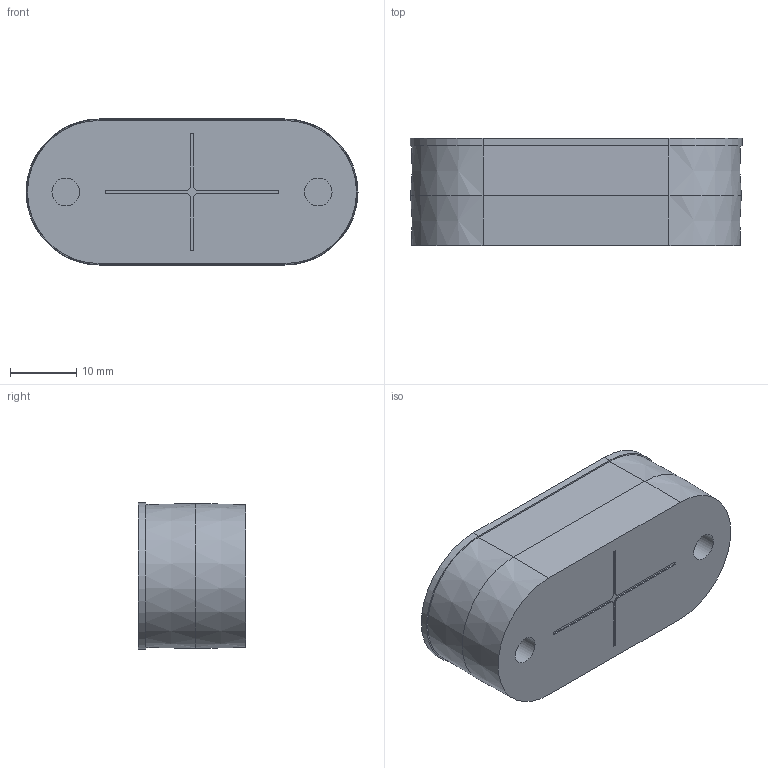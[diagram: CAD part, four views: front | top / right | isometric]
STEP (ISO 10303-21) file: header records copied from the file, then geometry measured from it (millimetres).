
FILE_DESCRIPTION (( 'STEP AP214' ), '1' );
FILE_NAME ('707001-707002 Flush.STEP', '2020-06-23T06:24:49', ( '' ), ( '' ), 'SwSTEP 2.0', 'SolidWorks 2020', '' );
FILE_SCHEMA (( 'AUTOMOTIVE_DESIGN' ));
Length unit declared in the file: millimetre
Products named in the file (1): 707001-707002 Flush
Bounding box: 50 x 16.13 x 22 mm (x, y, z)
Volume: 10471.1 mm3; surface area: 9715.8 mm2
Topology: 1 solids, 6 shells, 561 faces, 1357 edges, 832 vertices
Faces by surface type: plane 202, bspline 179, cone 65, sphere 48, torus 34, cylinder 33
Full cylindrical faces by diameter (mm): 2.1 x2, 2.2 x2, 4.2 x2, 20 x1
Entity records: 17747 total; most frequent: CARTESIAN_POINT 5912, ORIENTED_EDGE 2670, DIRECTION 2031, EDGE_CURVE 1335, VERTEX_POINT 824, AXIS2_PLACEMENT_3D 711, LINE 609, VECTOR 609
